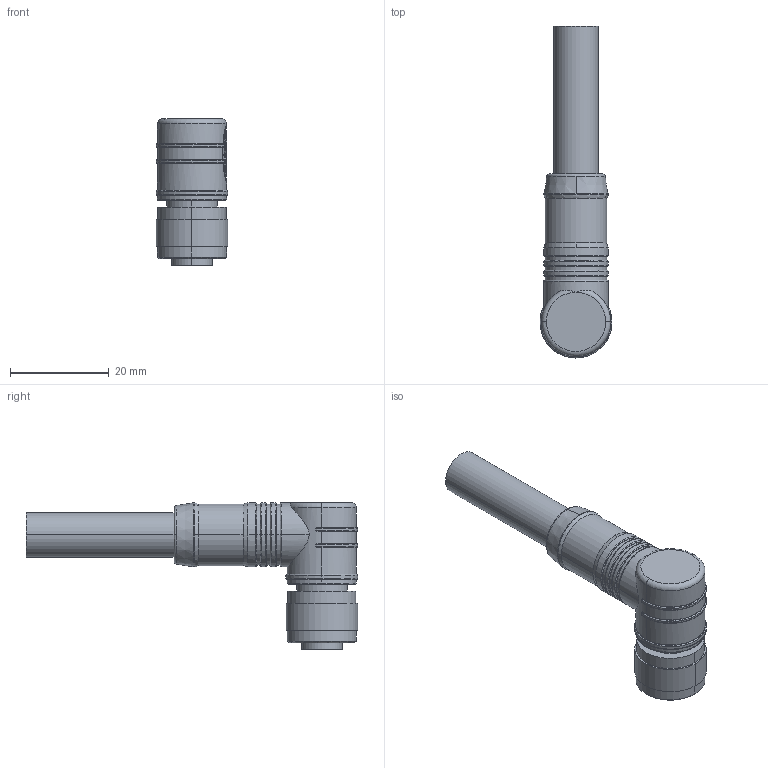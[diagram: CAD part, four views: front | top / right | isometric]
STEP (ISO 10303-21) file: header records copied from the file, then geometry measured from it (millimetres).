
FILE_DESCRIPTION (( 'STEP AP203' ), '1' );
FILE_NAME ('P126.STEP', '2020-05-07T02:00:41', ( 'edpusr' ), ( 'Microsoft' ), 'SwSTEP 2.0', 'SolidWorks 2015', '' );
FILE_SCHEMA (( 'CONFIG_CONTROL_DESIGN' ));
Length unit declared in the file: millimetre
Products named in the file (1): P126
Bounding box: 14.6 x 67.3 x 29.7 mm (x, y, z)
Volume: 8739.4 mm3; surface area: 4639.1 mm2
Topology: 1 solids, 1 shells, 346 faces, 935 edges, 616 vertices
Faces by surface type: plane 126, bspline 107, cylinder 88, torus 9, cone 8, sphere 8
Entity records: 14486 total; most frequent: CARTESIAN_POINT 6664, ORIENTED_EDGE 1836, DIRECTION 1292, EDGE_CURVE 918, VERTEX_POINT 607, AXIS2_PLACEMENT_3D 445, VECTOR 402, LINE 402
